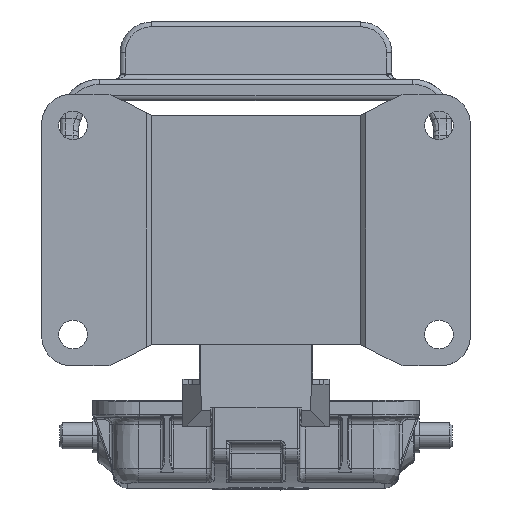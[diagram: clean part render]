
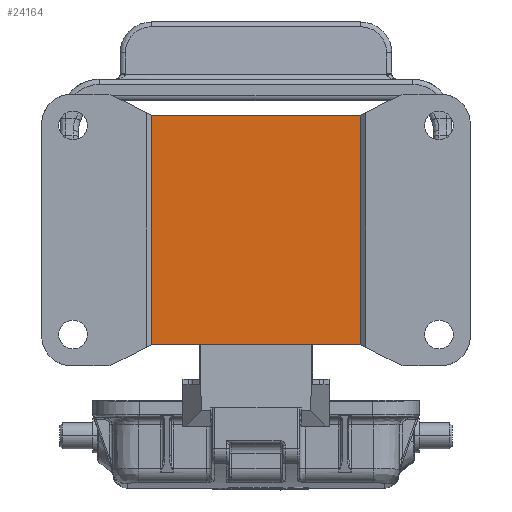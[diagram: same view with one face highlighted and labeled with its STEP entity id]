
A CAD part, front view. The second image highlights one B-rep face of the part: STEP entity #24164.
In plain terms, the highlighted planar face has unit normal (0, -1, 0).
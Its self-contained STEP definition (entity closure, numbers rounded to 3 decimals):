
#1800 = EDGE_CURVE ( 'NONE', #66874, #30245, #31402, .T. ) ;
#2504 = VERTEX_POINT ( 'NONE', #12852 ) ;
#3288 = ORIENTED_EDGE ( 'NONE', *, *, #48997, .T. ) ;
#3497 = CARTESIAN_POINT ( 'NONE',  ( 0., 1., 0. ) ) ;
#4205 = CARTESIAN_POINT ( 'NONE',  ( -19.999, 1., -21.945 ) ) ;
#4585 = VECTOR ( 'NONE', #62818, 1000. ) ;
#8323 = ORIENTED_EDGE ( 'NONE', *, *, #58055, .F. ) ;
#9193 = ORIENTED_EDGE ( 'NONE', *, *, #57447, .T. ) ;
#12852 = CARTESIAN_POINT ( 'NONE',  ( 19.999, 1., -21.945 ) ) ;
#13995 = DIRECTION ( 'NONE',  ( 0., -1., 0. ) ) ;
#17603 = CARTESIAN_POINT ( 'NONE',  ( 19.999, 1., 21.945 ) ) ;
#18978 = CARTESIAN_POINT ( 'NONE',  ( -19.999, 1., 21.944 ) ) ;
#24164 = ADVANCED_FACE ( 'NONE', ( #52732 ), #52360, .T. ) ;
#25517 = CARTESIAN_POINT ( 'NONE',  ( 19.999, 1., -21.945 ) ) ;
#30245 = VERTEX_POINT ( 'NONE', #51625 ) ;
#31402 = LINE ( 'NONE', #52079, #4585 ) ;
#33954 = B_SPLINE_CURVE_WITH_KNOTS ( 'NONE', 3,
 ( #4205, #57545, #57320, #25517 ),
 .UNSPECIFIED., .F., .F.,
 ( 4, 4 ),
 ( 0., 1. ),
 .UNSPECIFIED. ) ;
#34785 = VECTOR ( 'NONE', #46378, 1000. ) ;
#39007 = LINE ( 'NONE', #41020, #34785 ) ;
#41020 = CARTESIAN_POINT ( 'NONE',  ( 20., 1., 0. ) ) ;
#41688 = AXIS2_PLACEMENT_3D ( 'NONE', #3497, #13995, #46313 ) ;
#45980 = VERTEX_POINT ( 'NONE', #17603 ) ;
#46313 = DIRECTION ( 'NONE',  ( 0., 0., -1. ) ) ;
#46378 = DIRECTION ( 'NONE',  ( 0., 0., 1. ) ) ;
#48997 = EDGE_CURVE ( 'NONE', #30245, #2504, #33954, .T. ) ;
#50653 = ORIENTED_EDGE ( 'NONE', *, *, #1800, .T. ) ;
#51625 = CARTESIAN_POINT ( 'NONE',  ( -19.999, 1., -21.945 ) ) ;
#52079 = CARTESIAN_POINT ( 'NONE',  ( -20., 1., 0. ) ) ;
#52360 = PLANE ( 'NONE',  #41688 ) ;
#52732 = FACE_OUTER_BOUND ( 'NONE', #59459, .T. ) ;
#56415 = CARTESIAN_POINT ( 'NONE',  ( -6.667, 1., 21.941 ) ) ;
#57320 = CARTESIAN_POINT ( 'NONE',  ( 6.667, 1., -21.946 ) ) ;
#57447 = EDGE_CURVE ( 'NONE', #2504, #45980, #39007, .T. ) ;
#57545 = CARTESIAN_POINT ( 'NONE',  ( -6.667, 1., -21.946 ) ) ;
#58055 = EDGE_CURVE ( 'NONE', #66874, #45980, #59193, .T. ) ;
#58506 = CARTESIAN_POINT ( 'NONE',  ( -19.999, 1., 21.944 ) ) ;
#59193 = B_SPLINE_CURVE_WITH_KNOTS ( 'NONE', 3,
 ( #18978, #56415, #68300, #68061 ),
 .UNSPECIFIED., .F., .F.,
 ( 4, 4 ),
 ( 0., 1. ),
 .UNSPECIFIED. ) ;
#59459 = EDGE_LOOP ( 'NONE', ( #9193, #8323, #50653, #3288 ) ) ;
#62818 = DIRECTION ( 'NONE',  ( 0., 0., -1. ) ) ;
#66874 = VERTEX_POINT ( 'NONE', #58506 ) ;
#68061 = CARTESIAN_POINT ( 'NONE',  ( 19.999, 1., 21.945 ) ) ;
#68300 = CARTESIAN_POINT ( 'NONE',  ( 6.667, 1., 21.941 ) ) ;
